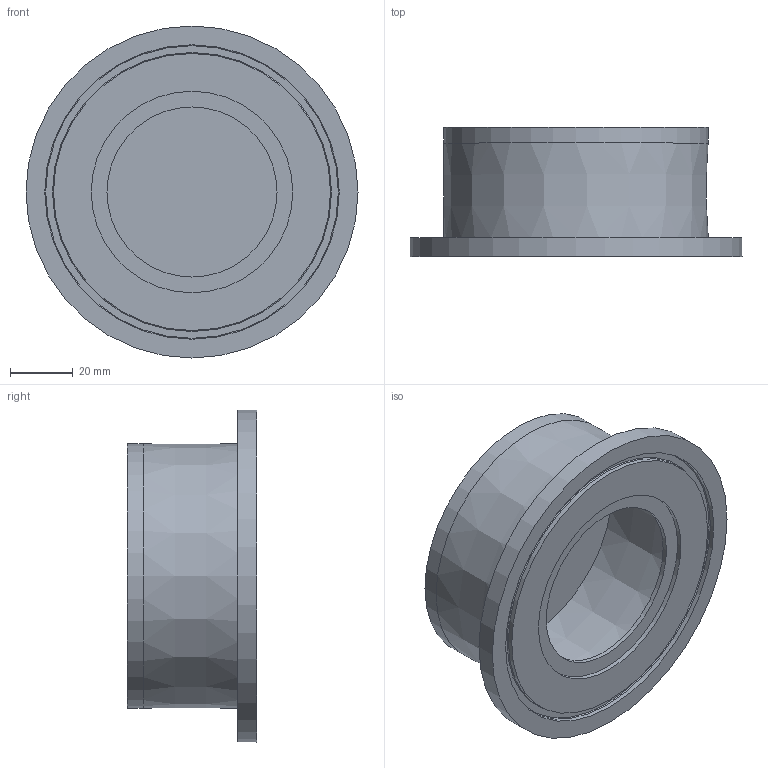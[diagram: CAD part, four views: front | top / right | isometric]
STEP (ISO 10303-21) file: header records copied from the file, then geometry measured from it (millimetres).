
FILE_DESCRIPTION(/* description */ (''),/* implementation_level */ '2;1');
FILE_NAME(/* name */ 'gel holder base v7.step',/* time_stamp */ '2024-04-15T13:25:56-04:00',/* author */ (''),/* organization */ (''),/* preprocessor_version */ 'ST-DEVELOPER v20',/* originating_system */ 'Autodesk Translation Framework v12.14.0.127',/* authorisation */ '');
FILE_SCHEMA (('AUTOMOTIVE_DESIGN { 1 0 10303 214 3 1 1 }'));
Length unit declared in the file: millimetre
Products named in the file (1): gel holder base
Bounding box: 105.4 x 41.02 x 105.4 mm (x, y, z)
Volume: 94739.2 mm3; surface area: 41837.1 mm2
Topology: 1 solids, 1 shells, 20 faces, 41 edges, 23 vertices
Faces by surface type: cone 16, torus 2, plane 2
Entity records: 559 total; most frequent: DIRECTION 108, CARTESIAN_POINT 85, ORIENTED_EDGE 82, AXIS2_PLACEMENT_3D 46, EDGE_CURVE 41, CIRCLE 25, VERTEX_POINT 23, FACE_OUTER_BOUND 20
